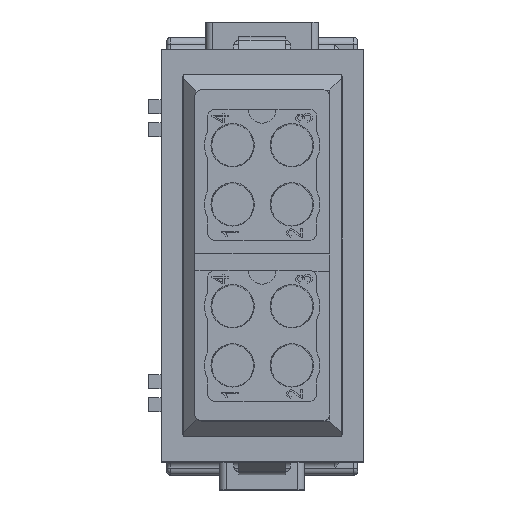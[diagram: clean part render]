
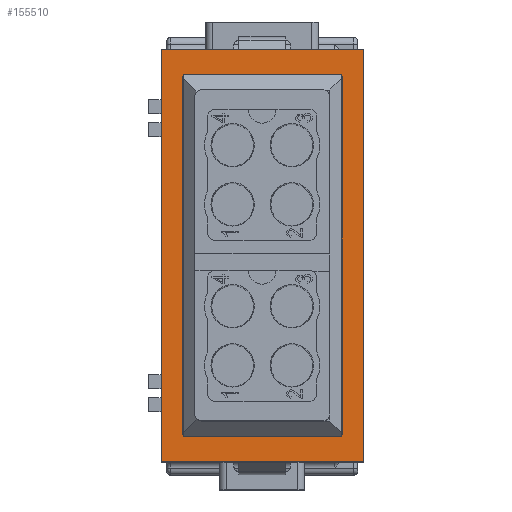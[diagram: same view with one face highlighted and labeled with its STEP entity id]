
A CAD part, top view. The second image highlights one B-rep face of the part: STEP entity #155510.
In plain terms, the highlighted planar face has unit normal (0, 0, 1).
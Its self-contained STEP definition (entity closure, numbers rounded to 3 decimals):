
#6160=CARTESIAN_POINT('',(73.775,65.55,
-11.15));
#6170=VERTEX_POINT('',#6160);
#6200=CARTESIAN_POINT('',(0.,65.55,-11.15));
#6210=DIRECTION('',(-1.,0.,0.));
#6220=VECTOR('',#6210,1.);
#6230=LINE('',#6200,#6220);
#6240=CARTESIAN_POINT('',(73.95,65.55,-11.15));
#6250=VERTEX_POINT('',#6240);
#6260=EDGE_CURVE('',#6250,#6170,#6230,.T.);
#6480=CARTESIAN_POINT('',(47.6,65.55,-11.15));
#6490=VERTEX_POINT('',#6480);
#6520=CARTESIAN_POINT('',(47.775,65.55,
-11.15));
#6530=VERTEX_POINT('',#6520);
#6540=EDGE_CURVE('',#6530,#6490,#6230,.T.);
#43680=CARTESIAN_POINT('',(47.6,54.05,-11.15));
#43690=VERTEX_POINT('',#43680);
#43720=CARTESIAN_POINT('',(47.6,0.,-11.15));
#43730=DIRECTION('',(0.,1.,0.));
#43740=VECTOR('',#43730,1.);
#43750=LINE('',#43720,#43740);
#43760=EDGE_CURVE('',#43690,#6490,#43750,.T.);
#67610=CARTESIAN_POINT('',(73.95,0.,-11.15));
#67620=DIRECTION('',(0.,-1.,0.));
#67630=VECTOR('',#67620,1.);
#67640=LINE('',#67610,#67630);
#67650=CARTESIAN_POINT('',(73.95,54.05,-11.15));
#67660=VERTEX_POINT('',#67650);
#67670=EDGE_CURVE('',#6250,#67660,#67640,.T.);
#80100=CARTESIAN_POINT('',(47.775,54.05,
-11.15));
#80110=VERTEX_POINT('',#80100);
#80140=CARTESIAN_POINT('',(0.,54.05,-11.15));
#80150=DIRECTION('',(1.,0.,0.));
#80160=VECTOR('',#80150,1.);
#80170=LINE('',#80140,#80160);
#80180=EDGE_CURVE('',#43690,#80110,#80170,.T.);
#80230=CARTESIAN_POINT('',(73.775,54.05,
-11.15));
#80240=VERTEX_POINT('',#80230);
#80250=EDGE_CURVE('',#80240,#67660,#80170,.T.);
#146110=CARTESIAN_POINT('',(45.775,52.45,
-11.15));
#146120=VERTEX_POINT('',#146110);
#146150=CARTESIAN_POINT('',(39.375,52.45,
-11.15));
#146160=DIRECTION('',(-1.,0.,0.));
#146170=VECTOR('',#146160,1.);
#146180=LINE('',#146150,#146170);
#146190=CARTESIAN_POINT('',(75.775,52.45,
-11.15));
#146200=VERTEX_POINT('',#146190);
#146210=EDGE_CURVE('',#146200,#146120,#146180,.T.);
#153060=CARTESIAN_POINT('',(73.775,54.,
-11.15));
#153070=VERTEX_POINT('',#153060);
#153100=CARTESIAN_POINT('',(39.375,54.,
-11.15));
#153110=DIRECTION('',(-1.,0.,0.));
#153120=VECTOR('',#153110,1.);
#153130=LINE('',#153100,#153120);
#153140=CARTESIAN_POINT('',(47.775,54.,
-11.15));
#153150=VERTEX_POINT('',#153140);
#153160=EDGE_CURVE('',#153070,#153150,#153130,.T.);
#154860=CARTESIAN_POINT('',(60.775,66.35,
-11.15));
#154870=DIRECTION('',(0.,0.,1.));
#154880=DIRECTION('',(-1.,0.,0.));
#154890=AXIS2_PLACEMENT_3D('',#154860,#154870,#154880);
#154900=PLANE('',#154890);
#154910=ORIENTED_EDGE('',*,*,#6540,.F.);
#154920=ORIENTED_EDGE('',*,*,#43760,.T.);
#154930=ORIENTED_EDGE('',*,*,#80180,.F.);
#154940=CARTESIAN_POINT('',(47.775,59.8,
-11.15));
#154950=DIRECTION('',(0.,1.,0.));
#154960=VECTOR('',#154950,1.);
#154970=LINE('',#154940,#154960);
#154980=EDGE_CURVE('',#153150,#80110,#154970,.T.);
#154990=ORIENTED_EDGE('',*,*,#154980,.T.);
#155000=ORIENTED_EDGE('',*,*,#153160,.T.);
#155010=CARTESIAN_POINT('',(73.775,59.8,
-11.15));
#155020=DIRECTION('',(0.,-1.,0.));
#155030=VECTOR('',#155020,1.);
#155040=LINE('',#155010,#155030);
#155050=EDGE_CURVE('',#80240,#153070,#155040,.T.);
#155060=ORIENTED_EDGE('',*,*,#155050,.T.);
#155070=ORIENTED_EDGE('',*,*,#80250,.F.);
#155080=ORIENTED_EDGE('',*,*,#67670,.T.);
#155090=ORIENTED_EDGE('',*,*,#6260,.F.);
#155100=CARTESIAN_POINT('',(73.775,65.6,
-11.15));
#155110=VERTEX_POINT('',#155100);
#155120=EDGE_CURVE('',#155110,#6170,#155040,.T.);
#155130=ORIENTED_EDGE('',*,*,#155120,.T.);
#155140=CARTESIAN_POINT('',(39.375,65.6,
-11.15));
#155150=DIRECTION('',(1.,0.,0.));
#155160=VECTOR('',#155150,1.);
#155170=LINE('',#155140,#155160);
#155180=CARTESIAN_POINT('',(47.775,65.6,
-11.15));
#155190=VERTEX_POINT('',#155180);
#155200=EDGE_CURVE('',#155190,#155110,#155170,.T.);
#155210=ORIENTED_EDGE('',*,*,#155200,.T.);
#155220=EDGE_CURVE('',#6530,#155190,#154970,.T.);
#155230=ORIENTED_EDGE('',*,*,#155220,.T.);
#155240=EDGE_LOOP('',(#155230,#155210,#155130,#155090,#155080,#155070,
#155060,#155000,#154990,#154930,#154920,#154910));
#155250=FACE_BOUND('',#155240,.T.);
#155260=CARTESIAN_POINT('',(75.775,59.8,
-11.15));
#155270=DIRECTION('',(0.,-1.,0.));
#155280=VECTOR('',#155270,1.);
#155290=LINE('',#155260,#155280);
#155300=CARTESIAN_POINT('',(75.775,67.15,
-11.15));
#155310=VERTEX_POINT('',#155300);
#155320=EDGE_CURVE('',#155310,#146200,#155290,.T.);
#155330=ORIENTED_EDGE('',*,*,#155320,.F.);
#155340=ORIENTED_EDGE('',*,*,#146210,.F.);
#155350=CARTESIAN_POINT('',(45.775,59.8,
-11.15));
#155360=DIRECTION('',(0.,1.,0.));
#155370=VECTOR('',#155360,1.);
#155380=LINE('',#155350,#155370);
#155390=CARTESIAN_POINT('',(45.775,67.15,
-11.15));
#155400=VERTEX_POINT('',#155390);
#155410=EDGE_CURVE('',#146120,#155400,#155380,.T.);
#155420=ORIENTED_EDGE('',*,*,#155410,.F.);
#155430=CARTESIAN_POINT('',(39.375,67.15,
-11.15));
#155440=DIRECTION('',(1.,0.,0.));
#155450=VECTOR('',#155440,1.);
#155460=LINE('',#155430,#155450);
#155470=EDGE_CURVE('',#155400,#155310,#155460,.T.);
#155480=ORIENTED_EDGE('',*,*,#155470,.F.);
#155490=EDGE_LOOP('',(#155480,#155420,#155340,#155330));
#155500=FACE_OUTER_BOUND('',#155490,.T.);
#155510=ADVANCED_FACE('',(#155250,#155500),#154900,.T.);
